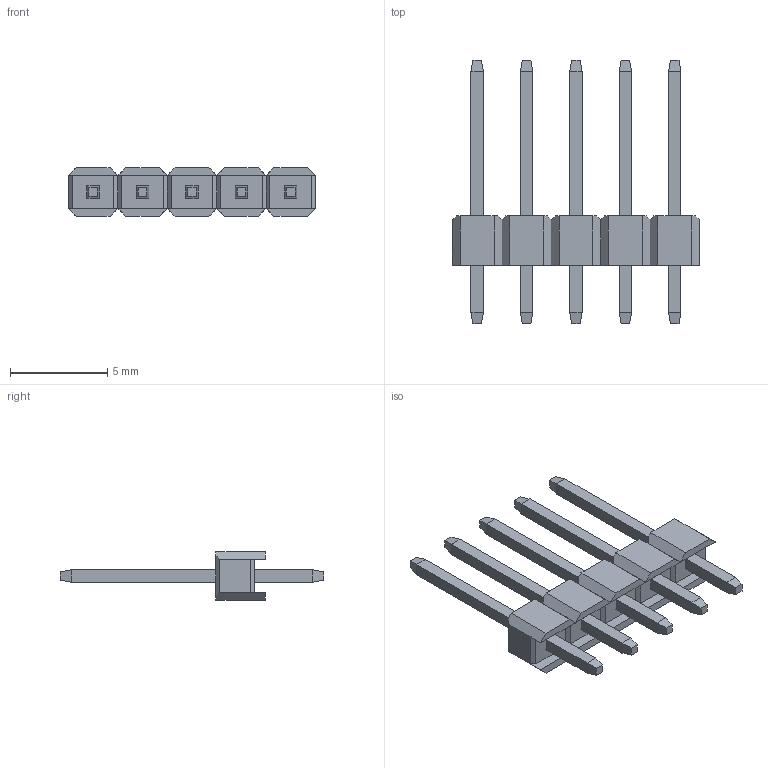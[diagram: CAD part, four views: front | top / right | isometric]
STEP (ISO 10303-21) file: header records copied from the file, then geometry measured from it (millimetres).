
FILE_DESCRIPTION (( 'STEP AP214' ), '1' );
FILE_NAME ('1x5 Male Pin Header.STEP', '2018-11-15T17:53:38', ( 'M.B.I.' ), ( '' ), 'SwSTEP 2.0', '', '' );
FILE_SCHEMA (( 'AUTOMOTIVE_DESIGN' ));
Length unit declared in the file: millimetre
Products named in the file (1): 1x5 Male Pin Header
Bounding box: 12.71 x 13.54 x 2.5 mm (x, y, z)
Volume: 87.2 mm3; surface area: 350.2 mm2
Topology: 6 solids, 6 shells, 198 faces, 504 edges, 318 vertices
Faces by surface type: plane 198
Entity records: 5875 total; most frequent: CARTESIAN_POINT 1021, ORIENTED_EDGE 1008, DIRECTION 902, VECTOR 504, LINE 504, EDGE_CURVE 504, VERTEX_POINT 318, EDGE_LOOP 208
